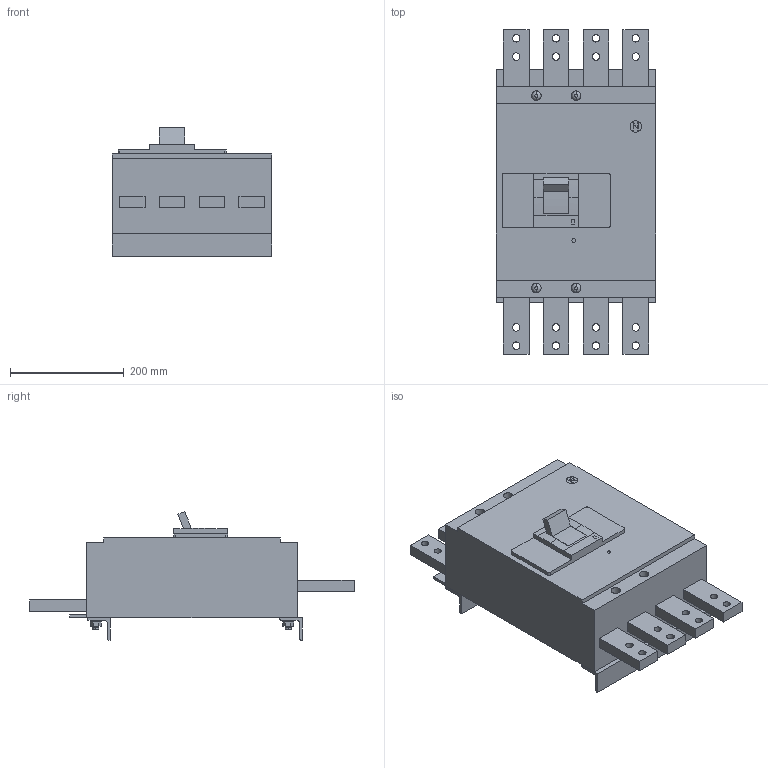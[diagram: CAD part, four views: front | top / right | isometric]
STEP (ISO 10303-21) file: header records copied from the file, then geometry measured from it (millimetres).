
FILE_DESCRIPTION(('CoCreate Modeling STEP Export'),'2;1');
FILE_NAME('Ｓ１６００ＮＥ４Ｆ.stp','2016-03-31T13:56:19',(''),(''),'CoCreate Modeling STEP processor for AP214 (Solid Model)','CoCreate Modeling 17.0 01-Apr-2010 (C) Parametric Technology GmbH','');
FILE_SCHEMA(('AUTOMOTIVE_DESIGN { 1 0 10303 214 1 1 1 1 }'));
Length unit declared in the file: millimetre
Products named in the file (17): p6; p2.1; p1; p2; p4.1; p4.2; p4.3; p3; p4; p5.2; p3.1; p3.2; p3.3; p5.3; p5; p5.1; Ｓ１６００ＮＥ４Ｆ
Assembly tree (16 placements, depth 2):
  Ｓ１６００ＮＥ４Ｆ
    p5.1
    p5
    p5.3
    p3.3
    p3.2
    p3.1
    p5.2
    p4
    p3
    p4.3
    p4.2
    p4.1
    p2
    p1
    p2.1
    p6
Bounding box: 280 x 570 x 226.3 mm (x, y, z)
Volume: 15433953 mm3; surface area: 659953 mm2
Topology: 16 solids, 16 shells, 301 faces, 710 edges, 470 vertices
Faces by surface type: plane 172, cylinder 121, torus 8
Entity records: 9080 total; most frequent: ORIENTED_EDGE 1420, CARTESIAN_POINT 1302, DIRECTION 1227, EDGE_CURVE 710, VERTEX_POINT 470, VECTOR 437, LINE 437, AXIS2_PLACEMENT_3D 395
